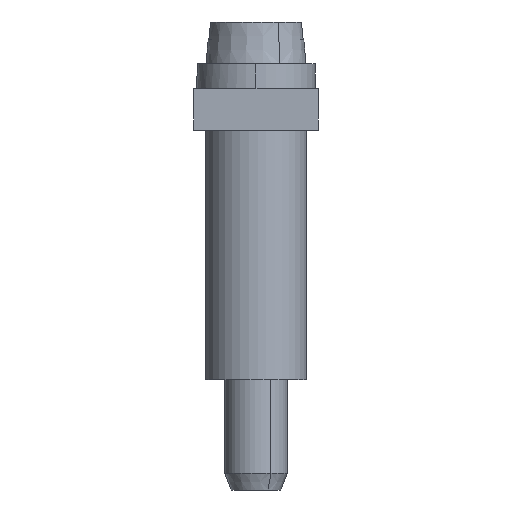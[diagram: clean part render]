
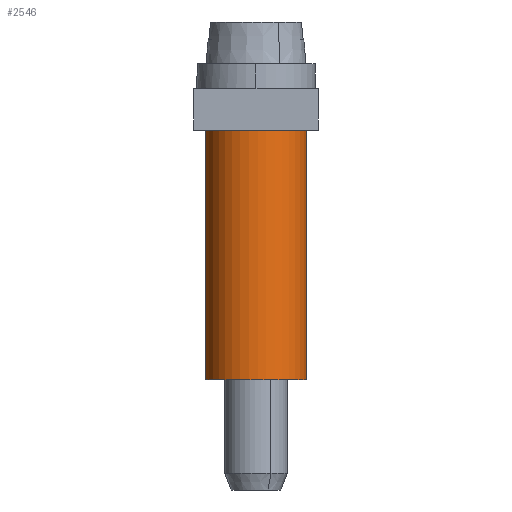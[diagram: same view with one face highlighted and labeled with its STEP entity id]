
A CAD part, left-side view. The second image highlights one B-rep face of the part: STEP entity #2546.
In plain terms, the highlighted cylindrical face has radius 2.45 mm (diameter 4.9 mm), a partial arc.
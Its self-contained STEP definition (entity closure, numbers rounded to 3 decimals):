
#2506=AXIS2_PLACEMENT_3D('Circle Axis2P3D',#2504,#2505,$) ;
#2526=AXIS2_PLACEMENT_3D('Cylinder Axis2P3D',#2523,#2524,#2525) ;
#2530=AXIS2_PLACEMENT_3D('Circle Axis2P3D',#2528,#2529,$) ;
#2437=CARTESIAN_POINT('Vertex',(2.852,5.445,5.3)) ;
#2442=CARTESIAN_POINT('Line Origine',(2.852,5.445,11.3)) ;
#2446=CARTESIAN_POINT('Vertex',(2.852,5.445,17.3)) ;
#2504=CARTESIAN_POINT('Axis2P3D Location',(3.,3.,17.3)) ;
#2508=CARTESIAN_POINT('Vertex',(3.,0.55,17.3)) ;
#2523=CARTESIAN_POINT('Axis2P3D Location',(3.,3.,11.3)) ;
#2528=CARTESIAN_POINT('Axis2P3D Location',(3.,3.,5.3)) ;
#2532=CARTESIAN_POINT('Vertex',(3.,0.55,5.3)) ;
#2535=CARTESIAN_POINT('Line Origine',(3.,0.55,11.3)) ;
#2443=DIRECTION('Vector Direction',(0.,0.,-1.)) ;
#2505=DIRECTION('Axis2P3D Direction',(0.,0.,-1.)) ;
#2524=DIRECTION('Axis2P3D Direction',(0.,0.,1.)) ;
#2525=DIRECTION('Axis2P3D XDirection',(1.,0.03,0.)) ;
#2529=DIRECTION('Axis2P3D Direction',(0.,0.,1.)) ;
#2536=DIRECTION('Vector Direction',(0.,0.,1.)) ;
#2444=VECTOR('Line Direction',#2443,1.) ;
#2537=VECTOR('Line Direction',#2536,1.) ;
#2541=ORIENTED_EDGE('',*,*,#2448,.T.) ;
#2542=ORIENTED_EDGE('',*,*,#2534,.T.) ;
#2543=ORIENTED_EDGE('',*,*,#2539,.F.) ;
#2544=ORIENTED_EDGE('',*,*,#2510,.F.) ;
#2546=ADVANCED_FACE('VH 12-4.9-3.3 SAK6N.2\\K\X2\00F6\X0\rper.2',(#2545),#2527,.T.) ;
#2507=CIRCLE('generated circle',#2506,2.45) ;
#2531=CIRCLE('generated circle',#2530,2.45) ;
#2527=CYLINDRICAL_SURFACE('generated cylinder',#2526,2.45) ;
#2448=EDGE_CURVE('',#2447,#2438,#2445,.T.) ;
#2510=EDGE_CURVE('',#2447,#2509,#2507,.F.) ;
#2534=EDGE_CURVE('',#2438,#2533,#2531,.T.) ;
#2539=EDGE_CURVE('',#2509,#2533,#2538,.F.) ;
#2540=EDGE_LOOP('',(#2541,#2542,#2543,#2544)) ;
#2545=FACE_OUTER_BOUND('',#2540,.T.) ;
#2445=LINE('Line',#2442,#2444) ;
#2538=LINE('Line',#2535,#2537) ;
#2438=VERTEX_POINT('',#2437) ;
#2447=VERTEX_POINT('',#2446) ;
#2509=VERTEX_POINT('',#2508) ;
#2533=VERTEX_POINT('',#2532) ;
